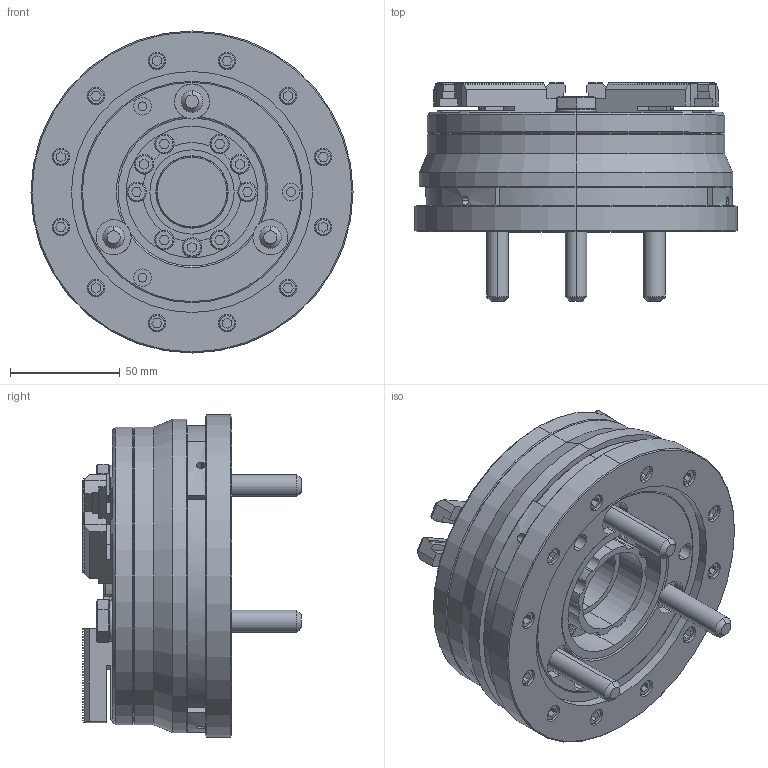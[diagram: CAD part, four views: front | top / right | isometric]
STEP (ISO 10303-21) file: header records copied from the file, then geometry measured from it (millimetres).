
FILE_DESCRIPTION (( 'STEP AP214' ), '1' );
FILE_NAME ('JP-05.STEP', '2020-08-24T06:48:38', ( 'Microsoft' ), ( 'Microsoft' ), 'SwSTEP 2.0', 'SolidWorks 2016', '' );
FILE_SCHEMA (( 'AUTOMOTIVE_DESIGN' ));
Length unit declared in the file: millimetre
Products named in the file (1): JP-05
Bounding box: 147 x 99.75 x 147 mm (x, y, z)
Volume: 783605.8 mm3; surface area: 105268.9 mm2
Topology: 3 solids, 14 shells, 2670 faces, 7385 edges, 4849 vertices
Faces by surface type: plane 1661, cylinder 673, bspline 234, cone 84, torus 18
Entity records: 115613 total; most frequent: CARTESIAN_POINT 30829, ORIENTED_EDGE 14754, DIRECTION 11612, EDGE_CURVE 7377, VECTOR 5284, LINE 5284, VERTEX_POINT 4849, AXIS2_PLACEMENT_3D 3164
